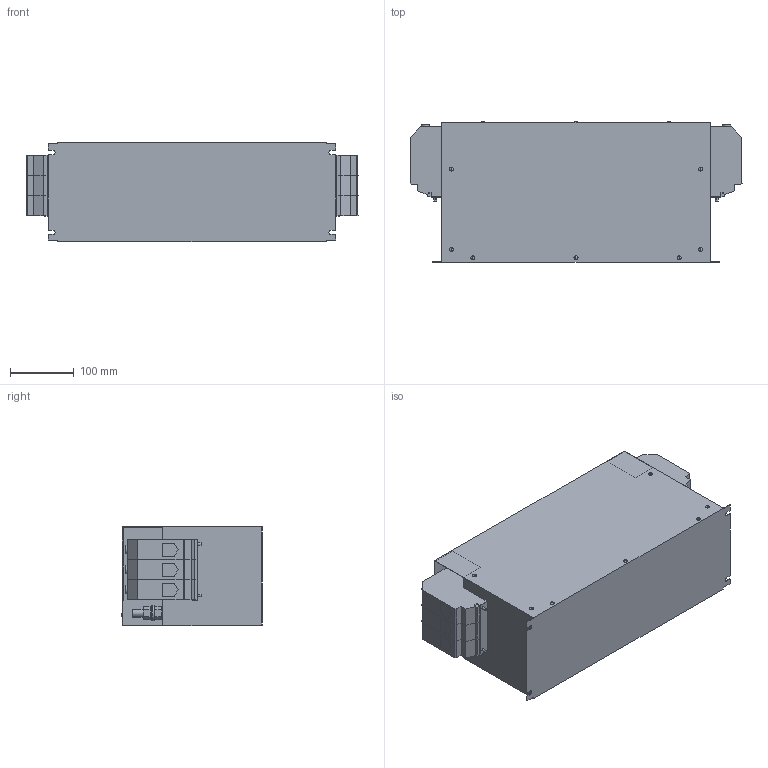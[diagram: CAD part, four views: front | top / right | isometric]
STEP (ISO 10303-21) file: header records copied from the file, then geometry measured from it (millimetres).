
FILE_DESCRIPTION (( 'STEP AP214' ), '1' );
FILE_NAME ('304032.STEP', '2024-08-30T08:37:27', ( '' ), ( '' ), 'SwSTEP 2.0', 'SolidWorks 2022', '' );
FILE_SCHEMA (( 'AUTOMOTIVE_DESIGN' ));
Length unit declared in the file: millimetre
Products named in the file (1): 304032
Bounding box: 519.5 x 220.47 x 156.37 mm (x, y, z)
Volume: 14876022.2 mm3; surface area: 471022.9 mm2
Topology: 1 solids, 1 shells, 984 faces, 2392 edges, 1586 vertices
Faces by surface type: plane 630, cylinder 334, sphere 20
Full cylindrical faces by diameter (mm): 10 x6
Entity records: 29146 total; most frequent: CARTESIAN_POINT 5245, DIRECTION 5050, ORIENTED_EDGE 4796, EDGE_CURVE 2398, AXIS2_PLACEMENT_3D 1697, VECTOR 1656, LINE 1656, VERTEX_POINT 1592
